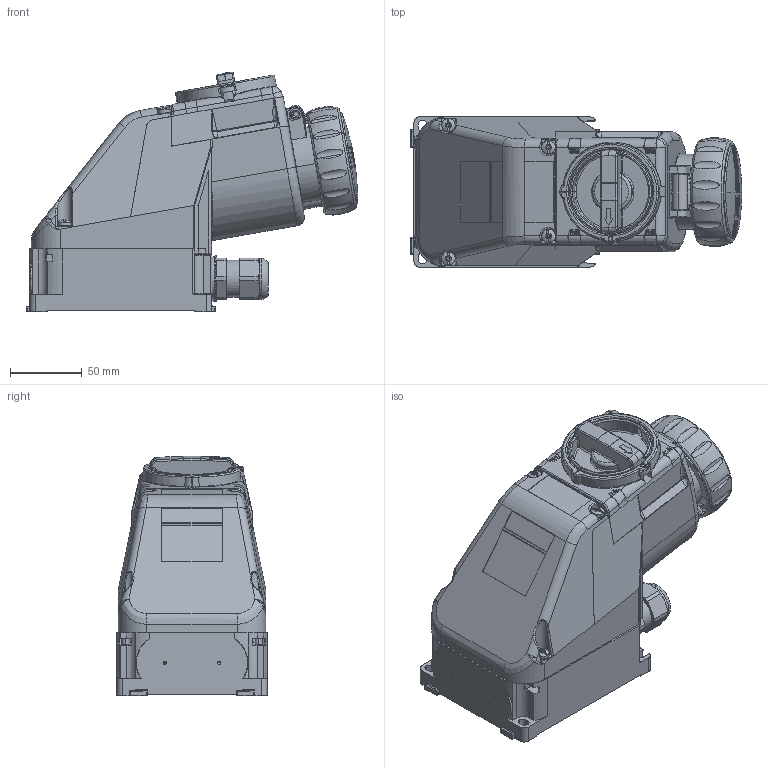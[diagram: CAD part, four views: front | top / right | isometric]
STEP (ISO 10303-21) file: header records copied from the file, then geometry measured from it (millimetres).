
FILE_DESCRIPTION (( 'STEP AP203' ), '1' );
FILE_NAME ('7570-11-306.STEP', '2015-07-28T11:54:15', ( '' ), ( '' ), 'SwSTEP 2.0', 'SolidWorks 2015', '' );
FILE_SCHEMA (( 'CONFIG_CONTROL_DESIGN' ));
Products named in the file (1): 7570-11-306
Bounding box: 231.31 x 105 x 167.28 mm (x, y, z)
Volume: 1969103.3 mm3; surface area: 172283.3 mm2
Topology: 1 solids, 1 shells, 3268 faces, 8912 edges, 5699 vertices
Faces by surface type: plane 1425, bspline 779, cylinder 644, cone 204, torus 166, sphere 50
Entity records: 140130 total; most frequent: CARTESIAN_POINT 63367, ORIENTED_EDGE 17708, DIRECTION 13565, EDGE_CURVE 8854, VERTEX_POINT 5693, AXIS2_PLACEMENT_3D 4550, LINE 4465, VECTOR 4465
